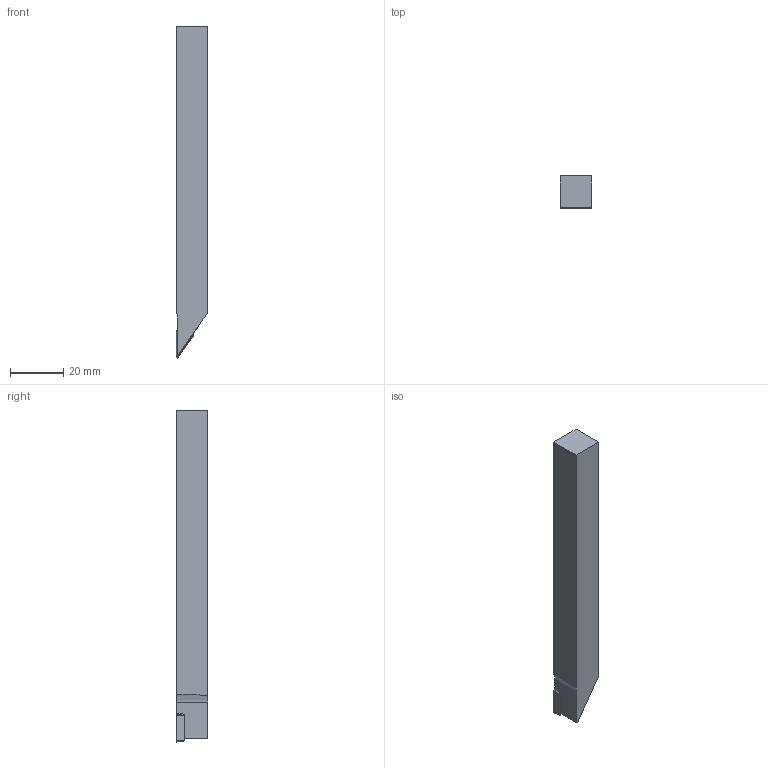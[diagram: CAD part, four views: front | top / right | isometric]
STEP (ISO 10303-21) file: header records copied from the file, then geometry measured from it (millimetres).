
FILE_DESCRIPTION(/* description */ (''),/* implementation_level */ '2;1');
FILE_NAME(/* name */ '1540526517954.stp',/* time_stamp */ '2018-10-26T09:32:19+05:00',/* author */ (''),/* organization */ ('SMS'),/* preprocessor_version */ 'ST-DEVELOPER v15',/* originating_system */ 'SIEMENS PLM Software NX 8.5',/* authorisation */ '');
FILE_SCHEMA (('AUTOMOTIVE_DESIGN { 1 0 10303 214 3 1 1 1 }'));
Length unit declared in the file: millimetre
Products named in the file (4): IsoTurningInsert; ASSEMBLY_CONSTRUCTION; 201934600mod000_00; 201934598mod000_00
Assembly tree (3 placements, depth 2):
  201934598mod000_00
    201934600mod000_00
    ASSEMBLY_CONSTRUCTION
    IsoTurningInsert
Bounding box: 11.95 x 12 x 125 mm (x, y, z)
Volume: 16500.5 mm3; surface area: 6198.4 mm2
Topology: 2 solids, 2 shells, 42 faces, 111 edges, 80 vertices
Faces by surface type: plane 22, cone 9, torus 6, cylinder 4, extrusion 1
Full cylindrical faces by diameter (mm): 2.8 x2
Entity records: 1584 total; most frequent: CARTESIAN_POINT 399, DIRECTION 226, ORIENTED_EDGE 204, EDGE_CURVE 102, AXIS2_PLACEMENT_3D 84, VERTEX_POINT 70, VECTOR 58, LINE 57
